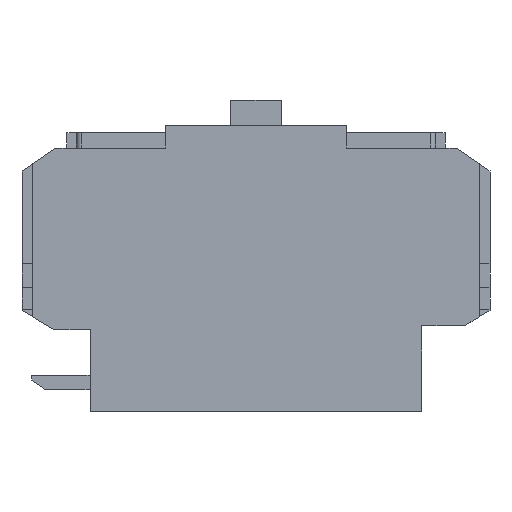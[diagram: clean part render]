
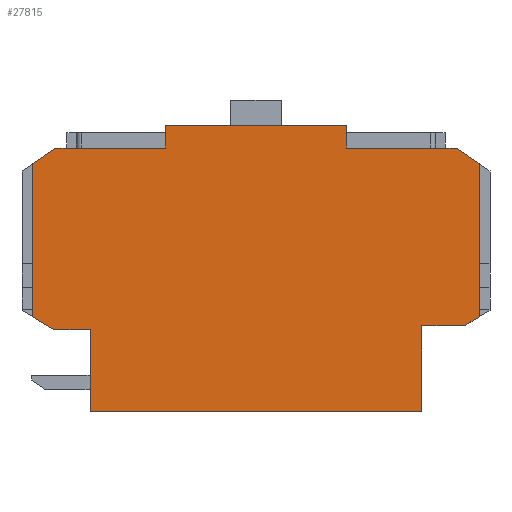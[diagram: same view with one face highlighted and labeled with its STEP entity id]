
A CAD part, left-side view. The second image highlights one B-rep face of the part: STEP entity #27815.
In plain terms, the highlighted planar face has unit normal (-1, 0, 0).
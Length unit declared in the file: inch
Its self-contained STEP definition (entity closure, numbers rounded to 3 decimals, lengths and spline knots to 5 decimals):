
#257 = CARTESIAN_POINT ( 'NONE',  ( -0.84646, -0.37402, 1.08661 ) ) ;
#1040 = CARTESIAN_POINT ( 'NONE',  ( -0.84646, -0.85973, 0.35433 ) ) ;
#1576 = CARTESIAN_POINT ( 'NONE',  ( -0.84646, 0.68307, 0. ) ) ;
#1759 = CARTESIAN_POINT ( 'NONE',  ( -0.84646, 0.68307, 0. ) ) ;
#2032 = VERTEX_POINT ( 'NONE', #39030 ) ;
#2059 = DIRECTION ( 'NONE',  ( 0., 0., -1. ) ) ;
#2120 = LINE ( 'NONE', #17196, #29971 ) ;
#2364 = AXIS2_PLACEMENT_3D ( 'NONE', #28246, #16416, #32185 ) ;
#2456 = VERTEX_POINT ( 'NONE', #31975 ) ;
#2614 = ORIENTED_EDGE ( 'NONE', *, *, #25500, .T. ) ;
#3055 = EDGE_CURVE ( 'NONE', #29133, #30860, #8685, .T. ) ;
#3408 = LINE ( 'NONE', #7606, #34504 ) ;
#3479 = DIRECTION ( 'NONE',  ( 0., 0., -1. ) ) ;
#3628 = EDGE_CURVE ( 'NONE', #30860, #42125, #4948, .T. ) ;
#4142 = ORIENTED_EDGE ( 'NONE', *, *, #11858, .T. ) ;
#4489 = VECTOR ( 'NONE', #33427, 39.37008 ) ;
#4509 = ORIENTED_EDGE ( 'NONE', *, *, #24197, .T. ) ;
#4948 = LINE ( 'NONE', #46431, #46688 ) ;
#5089 = ORIENTED_EDGE ( 'NONE', *, *, #7554, .T. ) ;
#5287 = EDGE_LOOP ( 'NONE', ( #13773, #23681, #5089, #33931, #2614, #9984, #43656, #25198, #12674, #20623, #40736, #9142, #15111, #4509, #4142, #34525 ) ) ;
#5500 = DIRECTION ( 'NONE',  ( 0., -1., 0. ) ) ;
#6473 = CARTESIAN_POINT ( 'NONE',  ( -0.84646, 0., 0.33858 ) ) ;
#6525 = LINE ( 'NONE', #21599, #4489 ) ;
#7235 = CARTESIAN_POINT ( 'NONE',  ( -0.84646, -0.92126, 1.02134 ) ) ;
#7554 = EDGE_CURVE ( 'NONE', #41475, #30324, #19099, .T. ) ;
#7606 = CARTESIAN_POINT ( 'NONE',  ( -0.84646, 0., 1.08661 ) ) ;
#8278 = CARTESIAN_POINT ( 'NONE',  ( -0.84646, 0.37402, 1.1811 ) ) ;
#8685 = LINE ( 'NONE', #35098, #12759 ) ;
#9142 = ORIENTED_EDGE ( 'NONE', *, *, #35726, .T. ) ;
#9423 = DIRECTION ( 'NONE',  ( 0., 0., 1. ) ) ;
#9447 = VERTEX_POINT ( 'NONE', #33538 ) ;
#9984 = ORIENTED_EDGE ( 'NONE', *, *, #3055, .T. ) ;
#10348 = EDGE_CURVE ( 'NONE', #2456, #26946, #26764, .T. ) ;
#11858 = EDGE_CURVE ( 'NONE', #20544, #2456, #2120, .T. ) ;
#12616 = DIRECTION ( 'NONE',  ( 0., 0., -1. ) ) ;
#12674 = ORIENTED_EDGE ( 'NONE', *, *, #22484, .T. ) ;
#12759 = VECTOR ( 'NONE', #20054, 39.37008 ) ;
#12982 = VECTOR ( 'NONE', #9423, 39.37008 ) ;
#13564 = CARTESIAN_POINT ( 'NONE',  ( -0.84646, 0.92126, 0.3913 ) ) ;
#13773 = ORIENTED_EDGE ( 'NONE', *, *, #39761, .T. ) ;
#14288 = DIRECTION ( 'NONE',  ( 0., 1., 0. ) ) ;
#15111 = ORIENTED_EDGE ( 'NONE', *, *, #38343, .T. ) ;
#15340 = VERTEX_POINT ( 'NONE', #1759 ) ;
#16410 = LINE ( 'NONE', #1576, #21020 ) ;
#16416 = DIRECTION ( 'NONE',  ( -1., 0., 0. ) ) ;
#17031 = CARTESIAN_POINT ( 'NONE',  ( -0.84646, 0.37402, 1.08661 ) ) ;
#17196 = CARTESIAN_POINT ( 'NONE',  ( -0.84646, -0.68307, 0. ) ) ;
#17825 = VECTOR ( 'NONE', #5500, 39.37008 ) ;
#18268 = CARTESIAN_POINT ( 'NONE',  ( -0.84646, 0., 0. ) ) ;
#18396 = CARTESIAN_POINT ( 'NONE',  ( -0.84646, -0.92126, 0.3913 ) ) ;
#19099 = LINE ( 'NONE', #7235, #41476 ) ;
#20054 = DIRECTION ( 'NONE',  ( 0., 1., 0. ) ) ;
#20362 = PLANE ( 'NONE',  #2364 ) ;
#20544 = VERTEX_POINT ( 'NONE', #44852 ) ;
#20623 = ORIENTED_EDGE ( 'NONE', *, *, #43541, .T. ) ;
#21020 = VECTOR ( 'NONE', #2059, 39.37008 ) ;
#21599 = CARTESIAN_POINT ( 'NONE',  ( -0.84646, 0., 1.08661 ) ) ;
#21863 = VECTOR ( 'NONE', #40307, 39.37008 ) ;
#22083 = EDGE_CURVE ( 'NONE', #30324, #29672, #6525, .T. ) ;
#22484 = EDGE_CURVE ( 'NONE', #2032, #23383, #25750, .T. ) ;
#22602 = LINE ( 'NONE', #36925, #22710 ) ;
#22710 = VECTOR ( 'NONE', #41604, 39.37008 ) ;
#22795 = DIRECTION ( 'NONE',  ( 0., 0.829, 0.559 ) ) ;
#23383 = VERTEX_POINT ( 'NONE', #24806 ) ;
#23582 = VECTOR ( 'NONE', #36021, 39.37008 ) ;
#23681 = ORIENTED_EDGE ( 'NONE', *, *, #26191, .T. ) ;
#24197 = EDGE_CURVE ( 'NONE', #15340, #20544, #37738, .T. ) ;
#24806 = CARTESIAN_POINT ( 'NONE',  ( -0.84646, 0.92126, 1.02134 ) ) ;
#24895 = LINE ( 'NONE', #32293, #39764 ) ;
#25100 = CARTESIAN_POINT ( 'NONE',  ( -0.84646, -0.37402, 1.1811 ) ) ;
#25198 = ORIENTED_EDGE ( 'NONE', *, *, #42275, .T. ) ;
#25257 = CARTESIAN_POINT ( 'NONE',  ( -0.84646, 0.82448, 1.08661 ) ) ;
#25500 = EDGE_CURVE ( 'NONE', #29672, #29133, #24895, .T. ) ;
#25750 = LINE ( 'NONE', #25257, #21863 ) ;
#26191 = EDGE_CURVE ( 'NONE', #37068, #41475, #42507, .T. ) ;
#26266 = CARTESIAN_POINT ( 'NONE',  ( -0.84646, 0.68307, 0.33858 ) ) ;
#26721 = VECTOR ( 'NONE', #39258, 39.37008 ) ;
#26764 = LINE ( 'NONE', #38356, #26721 ) ;
#26946 = VERTEX_POINT ( 'NONE', #1040 ) ;
#27815 = ADVANCED_FACE ( 'NONE', ( #46513 ), #20362, .T. ) ;
#28246 = CARTESIAN_POINT ( 'NONE',  ( -0.84646, 0., 0. ) ) ;
#28539 = DIRECTION ( 'NONE',  ( 0., 0., 1. ) ) ;
#29133 = VERTEX_POINT ( 'NONE', #25100 ) ;
#29672 = VERTEX_POINT ( 'NONE', #257 ) ;
#29971 = VECTOR ( 'NONE', #28539, 39.37008 ) ;
#30324 = VERTEX_POINT ( 'NONE', #31282 ) ;
#30860 = VERTEX_POINT ( 'NONE', #8278 ) ;
#30950 = VECTOR ( 'NONE', #41452, 39.37008 ) ;
#31282 = CARTESIAN_POINT ( 'NONE',  ( -0.84646, -0.82448, 1.08661 ) ) ;
#31975 = CARTESIAN_POINT ( 'NONE',  ( -0.84646, -0.68307, 0.35433 ) ) ;
#32185 = DIRECTION ( 'NONE',  ( 0., 0., 1. ) ) ;
#32293 = CARTESIAN_POINT ( 'NONE',  ( -0.84646, -0.37402, 0. ) ) ;
#33427 = DIRECTION ( 'NONE',  ( 0., 1., 0. ) ) ;
#33538 = CARTESIAN_POINT ( 'NONE',  ( -0.84646, 0.92126, 0.3913 ) ) ;
#33931 = ORIENTED_EDGE ( 'NONE', *, *, #22083, .T. ) ;
#34081 = CARTESIAN_POINT ( 'NONE',  ( -0.84646, 0.92126, 0. ) ) ;
#34259 = VERTEX_POINT ( 'NONE', #26266 ) ;
#34504 = VECTOR ( 'NONE', #14288, 39.37008 ) ;
#34525 = ORIENTED_EDGE ( 'NONE', *, *, #10348, .T. ) ;
#34853 = CARTESIAN_POINT ( 'NONE',  ( -0.84646, -0.92126, 0. ) ) ;
#35098 = CARTESIAN_POINT ( 'NONE',  ( -0.84646, 0., 1.1811 ) ) ;
#35726 = EDGE_CURVE ( 'NONE', #36532, #34259, #40300, .T. ) ;
#35747 = CARTESIAN_POINT ( 'NONE',  ( -0.84646, 0.83352, 0.33858 ) ) ;
#36021 = DIRECTION ( 'NONE',  ( 0., -0.857, -0.515 ) ) ;
#36433 = CARTESIAN_POINT ( 'NONE',  ( -0.84646, -0.92126, 1.02134 ) ) ;
#36532 = VERTEX_POINT ( 'NONE', #35747 ) ;
#36612 = VECTOR ( 'NONE', #3479, 39.37008 ) ;
#36925 = CARTESIAN_POINT ( 'NONE',  ( -0.84646, -0.85973, 0.35433 ) ) ;
#37068 = VERTEX_POINT ( 'NONE', #18396 ) ;
#37299 = LINE ( 'NONE', #34081, #36612 ) ;
#37738 = LINE ( 'NONE', #18268, #30950 ) ;
#38343 = EDGE_CURVE ( 'NONE', #34259, #15340, #16410, .T. ) ;
#38356 = CARTESIAN_POINT ( 'NONE',  ( -0.84646, 0., 0.35433 ) ) ;
#39030 = CARTESIAN_POINT ( 'NONE',  ( -0.84646, 0.82448, 1.08661 ) ) ;
#39258 = DIRECTION ( 'NONE',  ( 0., -1., 0. ) ) ;
#39761 = EDGE_CURVE ( 'NONE', #26946, #37068, #22602, .T. ) ;
#39764 = VECTOR ( 'NONE', #44373, 39.37008 ) ;
#40300 = LINE ( 'NONE', #6473, #17825 ) ;
#40307 = DIRECTION ( 'NONE',  ( 0., 0.829, -0.559 ) ) ;
#40416 = EDGE_CURVE ( 'NONE', #9447, #36532, #44400, .T. ) ;
#40736 = ORIENTED_EDGE ( 'NONE', *, *, #40416, .T. ) ;
#41452 = DIRECTION ( 'NONE',  ( 0., -1., 0. ) ) ;
#41475 = VERTEX_POINT ( 'NONE', #36433 ) ;
#41476 = VECTOR ( 'NONE', #22795, 39.37008 ) ;
#41604 = DIRECTION ( 'NONE',  ( 0., -0.857, 0.515 ) ) ;
#42125 = VERTEX_POINT ( 'NONE', #17031 ) ;
#42275 = EDGE_CURVE ( 'NONE', #42125, #2032, #3408, .T. ) ;
#42507 = LINE ( 'NONE', #34853, #12982 ) ;
#43541 = EDGE_CURVE ( 'NONE', #23383, #9447, #37299, .T. ) ;
#43656 = ORIENTED_EDGE ( 'NONE', *, *, #3628, .T. ) ;
#44373 = DIRECTION ( 'NONE',  ( 0., 0., 1. ) ) ;
#44400 = LINE ( 'NONE', #13564, #23582 ) ;
#44852 = CARTESIAN_POINT ( 'NONE',  ( -0.84646, -0.68307, 0. ) ) ;
#46431 = CARTESIAN_POINT ( 'NONE',  ( -0.84646, 0.37402, 0. ) ) ;
#46513 = FACE_OUTER_BOUND ( 'NONE', #5287, .T. ) ;
#46688 = VECTOR ( 'NONE', #12616, 39.37008 ) ;
